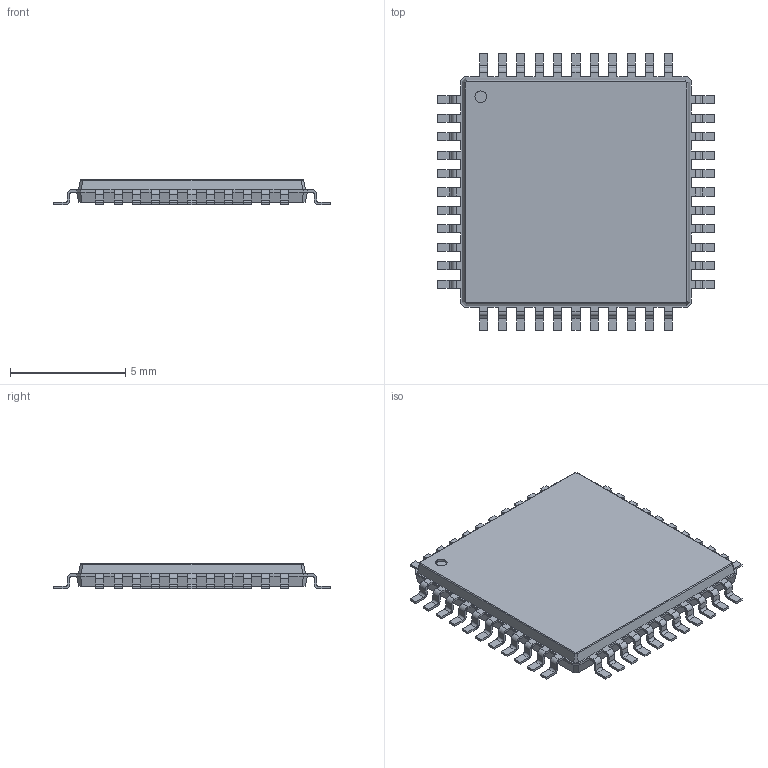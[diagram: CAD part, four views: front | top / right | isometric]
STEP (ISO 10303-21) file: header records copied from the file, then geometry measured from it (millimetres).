
FILE_DESCRIPTION(/* description */ ('model of TQFP-44-1EP_10x10mm_Pitch0.8mm'),/* implementation_level */ '2;1');
FILE_NAME(/* name */ 'TQFP-44-1EP_10x10mm_Pitch0.8mm.step',/* time_stamp */ '2017-02-22T13:18:53',/* author */ ('kicad StepUp','ksu'),/* organization */ ('FreeCAD'),/* preprocessor_version */ 'OCC',/* originating_system */ 'kicad StepUp',/* authorisation */ '');
FILE_SCHEMA(('AUTOMOTIVE_DESIGN_CC2 { 1 2 10303 214 -1 1 5 4 }'));
Length unit declared in the file: millimetre
Products named in the file (1): TQFP-44-1EP_10x10mm_Pitch0.8mm
Bounding box: 12 x 12 x 1.1 mm (x, y, z)
Volume: 101.1 mm3; surface area: 290 mm2
Topology: 1 solids, 1 shells, 709 faces, 1907 edges, 1202 vertices
Faces by surface type: plane 456, cylinder 177, bspline 76
Full cylindrical faces by diameter (mm): 0.5 x1
Entity records: 29144 total; most frequent: CARTESIAN_POINT 6543, ORIENTED_EDGE 3814, DIRECTION 3473, EDGE_CURVE 1907, LINE 1497, VECTOR 1497, VERTEX_POINT 1202, AXIS2_PLACEMENT_3D 988
